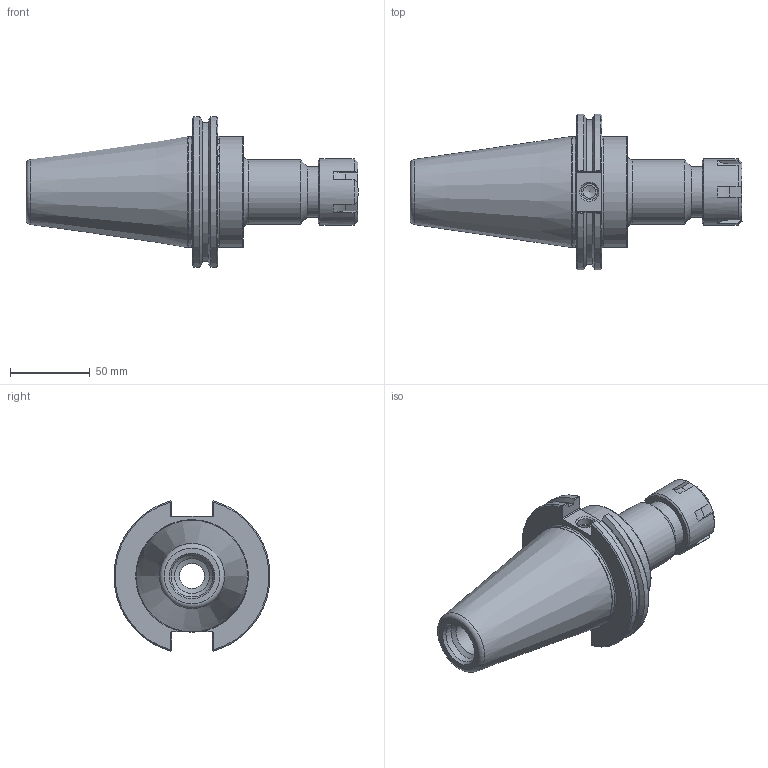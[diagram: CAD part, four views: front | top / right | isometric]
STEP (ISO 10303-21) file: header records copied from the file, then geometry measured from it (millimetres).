
FILE_DESCRIPTION((''),'2;1');
FILE_NAME('C50-25ERC422.iam.stp','2014-06-02T14:18:13',(''),(''),'Autodesk Inventor 2012','Autodesk Inventor 2012','');
FILE_SCHEMA(('AUTOMOTIVE_DESIGN { 1 0 10303 214 1 1 1 1 }'));
Length unit declared in the file: inch
Products named in the file (3): C50-25ERC422; C50-25ER4-1; 25ERCN
Assembly tree (2 placements, depth 2):
  C50-25ERC422
    C50-25ER4-1
    25ERCN
Bounding box: 208.79 x 98.06 x 94.71 mm (x, y, z)
Volume: 446833.2 mm3; surface area: 64418 mm2
Topology: 2 solids, 2 shells, 137 faces, 363 edges, 236 vertices
Faces by surface type: plane 57, cylinder 40, cone 29, torus 11
Full cylindrical faces by diameter (mm): 8.001 x1, 10.135 x1, 15.748 x1, 18.034 x1, 20.18 x1, 21.971 x1, 26.365 x1, 26.86 x1, 30.5 x1, 32 x1, 32.88 x1, 40.513 x1, 42 x1, 69.342 x1, 69.85 x1
Entity records: 4260 total; most frequent: CARTESIAN_POINT 942, DIRECTION 650, ORIENTED_EDGE 640, EDGE_CURVE 320, AXIS2_PLACEMENT_3D 258, VERTEX_POINT 228, EDGE_LOOP 182, FACE_OUTER_BOUND 137
